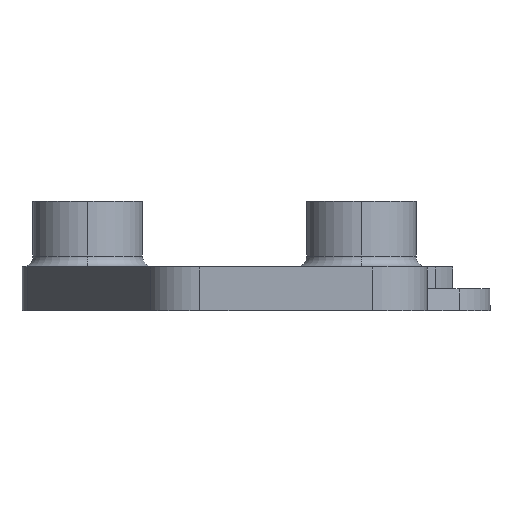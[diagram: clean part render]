
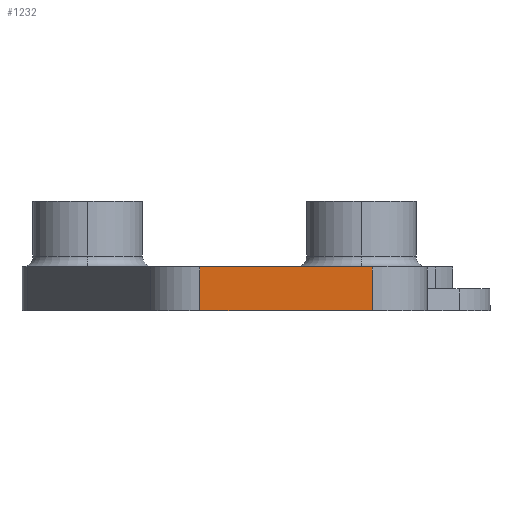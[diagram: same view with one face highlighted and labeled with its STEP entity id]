
A CAD part, left-side view. The second image highlights one B-rep face of the part: STEP entity #1232.
In plain terms, the highlighted planar face has unit normal (-1, 0, 0).
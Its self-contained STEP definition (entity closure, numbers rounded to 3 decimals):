
#13 = VECTOR ( 'NONE', #1396, 1000. ) ;
#161 = VECTOR ( 'NONE', #811, 1000. ) ;
#194 = ORIENTED_EDGE ( 'NONE', *, *, #1565, .T. ) ;
#232 = ORIENTED_EDGE ( 'NONE', *, *, #742, .F. ) ;
#300 = EDGE_CURVE ( 'NONE', #1068, #719, #1538, .T. ) ;
#483 = CARTESIAN_POINT ( 'NONE',  ( -60.65, 0., 4. ) ) ;
#547 = CARTESIAN_POINT ( 'NONE',  ( -60.65, 0., 4. ) ) ;
#675 = CARTESIAN_POINT ( 'NONE',  ( -60.65, -29.25, 4. ) ) ;
#691 = CARTESIAN_POINT ( 'NONE',  ( -60.65, 0., 4. ) ) ;
#719 = VERTEX_POINT ( 'NONE', #675 ) ;
#742 = EDGE_CURVE ( 'NONE', #1713, #719, #1810, .T. ) ;
#774 = FACE_OUTER_BOUND ( 'NONE', #1009, .T. ) ;
#811 = DIRECTION ( 'NONE',  ( 0., -1., 0. ) ) ;
#829 = CARTESIAN_POINT ( 'NONE',  ( -60.65, -13.501, 4. ) ) ;
#882 = ORIENTED_EDGE ( 'NONE', *, *, #1633, .F. ) ;
#895 = LINE ( 'NONE', #829, #13 ) ;
#964 = LINE ( 'NONE', #1809, #161 ) ;
#998 = VECTOR ( 'NONE', #1426, 1000. ) ;
#1007 = AXIS2_PLACEMENT_3D ( 'NONE', #483, #1617, #1221 ) ;
#1009 = EDGE_LOOP ( 'NONE', ( #194, #1109, #232, #882, #1338 ) ) ;
#1068 = VERTEX_POINT ( 'NONE', #1135 ) ;
#1070 = CARTESIAN_POINT ( 'NONE',  ( -60.65, -28.25, 4. ) ) ;
#1075 = PLANE ( 'NONE',  #1007 ) ;
#1109 = ORIENTED_EDGE ( 'NONE', *, *, #300, .T. ) ;
#1111 = CARTESIAN_POINT ( 'NONE',  ( -60.65, -29.25, 4. ) ) ;
#1112 = DIRECTION ( 'NONE',  ( 0., -1., 0. ) ) ;
#1121 = DIRECTION ( 'NONE',  ( 0., -1., 0. ) ) ;
#1135 = CARTESIAN_POINT ( 'NONE',  ( -60.65, -29.25, 0. ) ) ;
#1188 = EDGE_CURVE ( 'NONE', #1395, #1578, #895, .T. ) ;
#1221 = DIRECTION ( 'NONE',  ( 0., 1., 0. ) ) ;
#1232 = ADVANCED_FACE ( 'NONE', ( #774 ), #1075, .F. ) ;
#1246 = CARTESIAN_POINT ( 'NONE',  ( -60.65, -13.501, 4. ) ) ;
#1338 = ORIENTED_EDGE ( 'NONE', *, *, #1188, .T. ) ;
#1395 = VERTEX_POINT ( 'NONE', #1246 ) ;
#1396 = DIRECTION ( 'NONE',  ( 0., 0., -1. ) ) ;
#1426 = DIRECTION ( 'NONE',  ( 0., 0., 1. ) ) ;
#1538 = LINE ( 'NONE', #1111, #998 ) ;
#1565 = EDGE_CURVE ( 'NONE', #1578, #1068, #964, .T. ) ;
#1578 = VERTEX_POINT ( 'NONE', #1801 ) ;
#1617 = DIRECTION ( 'NONE',  ( 1., 0., 0. ) ) ;
#1633 = EDGE_CURVE ( 'NONE', #1395, #1713, #1833, .T. ) ;
#1704 = VECTOR ( 'NONE', #1121, 1000. ) ;
#1713 = VERTEX_POINT ( 'NONE', #1070 ) ;
#1801 = CARTESIAN_POINT ( 'NONE',  ( -60.65, -13.501, 0. ) ) ;
#1809 = CARTESIAN_POINT ( 'NONE',  ( -60.65, 0., 0. ) ) ;
#1810 = LINE ( 'NONE', #547, #1704 ) ;
#1823 = VECTOR ( 'NONE', #1112, 1000. ) ;
#1833 = LINE ( 'NONE', #691, #1823 ) ;
